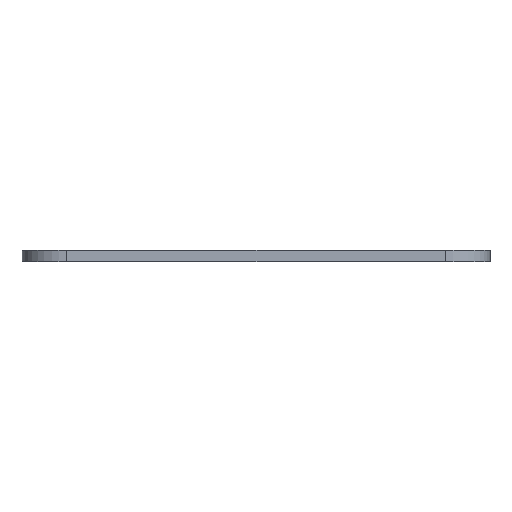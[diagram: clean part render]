
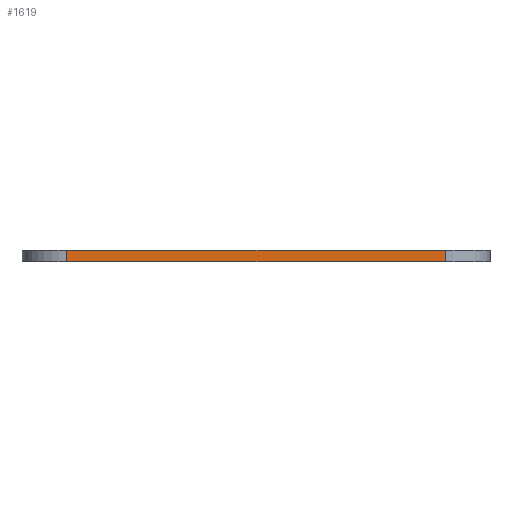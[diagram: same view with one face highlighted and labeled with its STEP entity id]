
A CAD part, left-side view. The second image highlights one B-rep face of the part: STEP entity #1619.
In plain terms, the highlighted planar face has unit normal (-1, 0, 0).
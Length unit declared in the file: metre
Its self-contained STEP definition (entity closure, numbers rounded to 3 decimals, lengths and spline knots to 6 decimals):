
#72=LINE('',#2471,#192);
#107=LINE('',#2709,#227);
#126=LINE('',#2802,#246);
#127=LINE('',#2803,#247);
#192=VECTOR('',#1939,1.);
#227=VECTOR('',#2142,1.);
#246=VECTOR('',#2235,1.);
#247=VECTOR('',#2236,1.);
#508=ORIENTED_EDGE('',*,*,#922,.T.);
#509=ORIENTED_EDGE('',*,*,#966,.T.);
#510=ORIENTED_EDGE('',*,*,#804,.F.);
#511=ORIENTED_EDGE('',*,*,#967,.T.);
#804=EDGE_CURVE('',#1044,#1045,#72,.T.);
#922=EDGE_CURVE('',#1163,#1162,#107,.T.);
#966=EDGE_CURVE('',#1162,#1045,#126,.F.);
#967=EDGE_CURVE('',#1044,#1163,#127,.T.);
#1044=VERTEX_POINT('',#2472);
#1045=VERTEX_POINT('',#2473);
#1162=VERTEX_POINT('',#2708);
#1163=VERTEX_POINT('',#2710);
#1373=EDGE_LOOP('',(#508,#509,#510,#511));
#1503=FACE_BOUND('',#1373,.T.);
#1585=PLANE('',#1838);
#1619=ADVANCED_FACE('',(#1503),#1585,.F.);
#1838=AXIS2_PLACEMENT_3D('',#2801,#2233,#2234);
#1939=DIRECTION('',(0.,1.,0.));
#2142=DIRECTION('',(0.,1.,0.));
#2233=DIRECTION('',(1.,0.,0.));
#2234=DIRECTION('',(0.,0.,-1.));
#2235=DIRECTION('',(0.,0.,1.));
#2236=DIRECTION('',(0.,0.,1.));
#2471=CARTESIAN_POINT('',(0.094969,-0.030662,-0.003));
#2472=CARTESIAN_POINT('',(0.094969,-0.038162,-0.003));
#2473=CARTESIAN_POINT('',(0.094969,0.058838,-0.003));
#2708=CARTESIAN_POINT('',(0.094969,0.058838,0.));
#2709=CARTESIAN_POINT('',(0.094969,-0.030662,0.));
#2710=CARTESIAN_POINT('',(0.094969,-0.038162,0.));
#2801=CARTESIAN_POINT('',(0.094969,-0.030662,-0.003002));
#2802=CARTESIAN_POINT('',(0.094969,0.058838,-0.003002));
#2803=CARTESIAN_POINT('',(0.094969,-0.038162,-0.003002));
